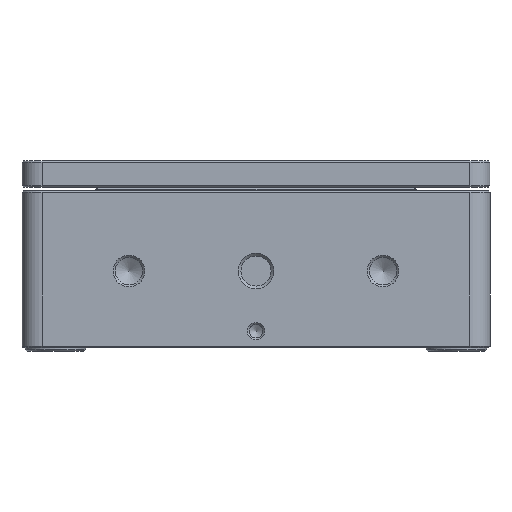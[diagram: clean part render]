
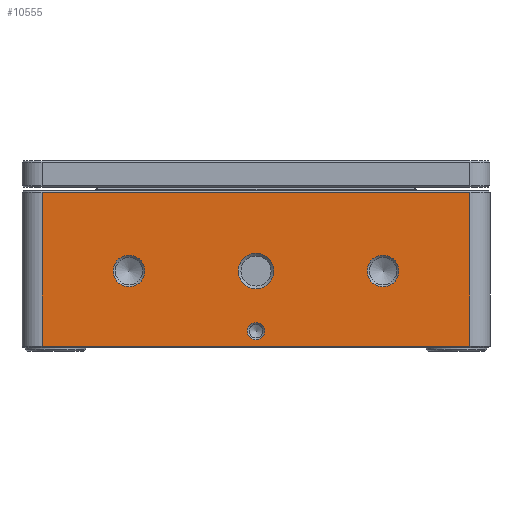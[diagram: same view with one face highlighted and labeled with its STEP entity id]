
A CAD part, left-side view. The second image highlights one B-rep face of the part: STEP entity #10555.
In plain terms, the highlighted face is planar.
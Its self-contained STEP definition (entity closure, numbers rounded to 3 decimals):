
#622=CIRCLE('',#11202,2.65);
#623=CIRCLE('',#11203,1.3);
#624=CIRCLE('',#11204,2.367);
#625=CIRCLE('',#11205,2.367);
#1131=ORIENTED_EDGE('',*,*,#3285,.T.);
#1132=ORIENTED_EDGE('',*,*,#3286,.T.);
#1133=ORIENTED_EDGE('',*,*,#3287,.T.);
#1134=ORIENTED_EDGE('',*,*,#3288,.T.);
#1135=ORIENTED_EDGE('',*,*,#3289,.T.);
#1136=ORIENTED_EDGE('',*,*,#3290,.T.);
#1137=ORIENTED_EDGE('',*,*,#3291,.T.);
#1138=ORIENTED_EDGE('',*,*,#3292,.T.);
#3285=EDGE_CURVE('',#4363,#4363,#622,.T.);
#3286=EDGE_CURVE('',#4364,#4364,#623,.T.);
#3287=EDGE_CURVE('',#4365,#4365,#624,.T.);
#3288=EDGE_CURVE('',#4366,#4366,#625,.T.);
#3289=EDGE_CURVE('',#4367,#4368,#5091,.F.);
#3290=EDGE_CURVE('',#4368,#4369,#5092,.T.);
#3291=EDGE_CURVE('',#4369,#4370,#5093,.T.);
#3292=EDGE_CURVE('',#4370,#4367,#5094,.T.);
#4363=VERTEX_POINT('',#14989);
#4364=VERTEX_POINT('',#14991);
#4365=VERTEX_POINT('',#14993);
#4366=VERTEX_POINT('',#14995);
#4367=VERTEX_POINT('',#14997);
#4368=VERTEX_POINT('',#14998);
#4369=VERTEX_POINT('',#15000);
#4370=VERTEX_POINT('',#15002);
#5091=LINE('',#14996,#5529);
#5092=LINE('',#14999,#5530);
#5093=LINE('',#15001,#5531);
#5094=LINE('',#15003,#5532);
#5529=VECTOR('',#12357,1000.);
#5530=VECTOR('',#12358,1000.);
#5531=VECTOR('',#12359,1000.);
#5532=VECTOR('',#12360,1000.);
#5974=EDGE_LOOP('',(#1131));
#5975=EDGE_LOOP('',(#1132));
#5976=EDGE_LOOP('',(#1133));
#5977=EDGE_LOOP('',(#1134));
#5978=EDGE_LOOP('',(#1135,#1136,#1137,#1138));
#6902=FACE_BOUND('',#5974,.T.);
#6903=FACE_BOUND('',#5975,.T.);
#6904=FACE_BOUND('',#5976,.T.);
#6905=FACE_BOUND('',#5977,.T.);
#6906=FACE_BOUND('',#5978,.T.);
#7827=PLANE('',#11201);
#10555=ADVANCED_FACE('',(#6902,#6903,#6904,#6905,#6906),#7827,.F.);
#11201=AXIS2_PLACEMENT_3D('',#14987,#12347,#12348);
#11202=AXIS2_PLACEMENT_3D('',#14988,#12349,#12350);
#11203=AXIS2_PLACEMENT_3D('',#14990,#12351,#12352);
#11204=AXIS2_PLACEMENT_3D('',#14992,#12353,#12354);
#11205=AXIS2_PLACEMENT_3D('',#14994,#12355,#12356);
#12347=DIRECTION('',(-1.,0.,0.));
#12348=DIRECTION('',(0.,-1.,0.));
#12349=DIRECTION('',(-1.,0.,0.));
#12350=DIRECTION('',(0.,1.,0.));
#12351=DIRECTION('',(-1.,0.,0.));
#12352=DIRECTION('',(0.,1.,0.));
#12353=DIRECTION('',(-1.,0.,0.));
#12354=DIRECTION('',(0.,1.,0.));
#12355=DIRECTION('',(-1.,0.,0.));
#12356=DIRECTION('',(0.,1.,0.));
#12357=DIRECTION('',(0.,0.,-1.));
#12358=DIRECTION('',(0.,-1.,0.));
#12359=DIRECTION('',(0.,0.,-1.));
#12360=DIRECTION('',(0.,1.,0.));
#14987=CARTESIAN_POINT('',(35.,-35.,24.));
#14988=CARTESIAN_POINT('',(35.,0.,12.));
#14989=CARTESIAN_POINT('',(35.,2.65,12.));
#14990=CARTESIAN_POINT('',(35.,0.,21.));
#14991=CARTESIAN_POINT('',(35.,1.3,21.));
#14992=CARTESIAN_POINT('',(35.,19.,12.));
#14993=CARTESIAN_POINT('',(35.,21.367,12.));
#14994=CARTESIAN_POINT('',(35.,-19.,12.));
#14995=CARTESIAN_POINT('',(35.,-16.633,12.));
#14996=CARTESIAN_POINT('',(35.,32.,24.));
#14997=CARTESIAN_POINT('',(35.,32.,0.25));
#14998=CARTESIAN_POINT('',(35.,32.,23.25));
#14999=CARTESIAN_POINT('',(35.,-35.,23.25));
#15000=CARTESIAN_POINT('',(35.,-32.,23.25));
#15001=CARTESIAN_POINT('',(35.,-32.,24.));
#15002=CARTESIAN_POINT('',(35.,-32.,0.25));
#15003=CARTESIAN_POINT('',(35.,-35.,0.25));
